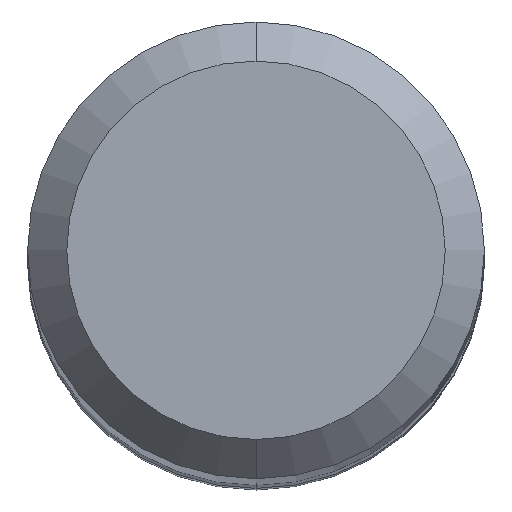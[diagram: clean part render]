
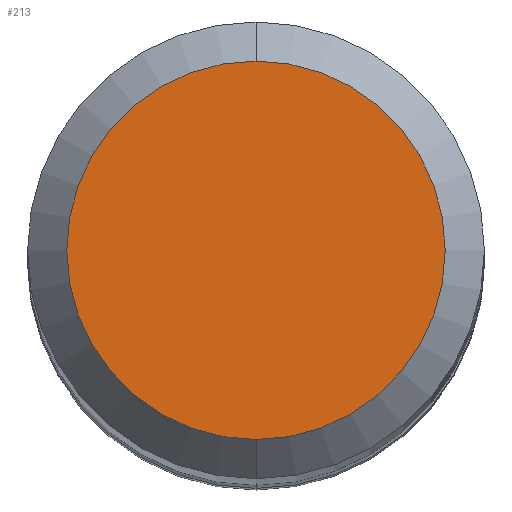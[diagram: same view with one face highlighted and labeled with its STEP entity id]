
A CAD part, top view. The second image highlights one B-rep face of the part: STEP entity #213.
In plain terms, the highlighted planar face has unit normal (0, 0, 1).
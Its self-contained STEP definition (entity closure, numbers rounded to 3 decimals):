
#213=ADVANCED_FACE('',(#455),#456,.T.);
#245=VERTEX_POINT('',#492);
#275=EDGE_CURVE('',#245,#309,#525,.T.);
#309=VERTEX_POINT('',#560);
#325=EDGE_CURVE('',#309,#245,#581,.T.);
#455=FACE_OUTER_BOUND('',#732,.T.);
#456=PLANE('',#733);
#492=CARTESIAN_POINT('',(0.,-1.45,0.0));
#525=CIRCLE('',#824,1.45);
#560=CARTESIAN_POINT('',(0.0,1.45,0.0));
#581=CIRCLE('',#897,1.45);
#732=EDGE_LOOP('',(#1049,#1050));
#733=AXIS2_PLACEMENT_3D('',#1051,#1052,#1053);
#824=AXIS2_PLACEMENT_3D('',#1140,#1141,#1142);
#897=AXIS2_PLACEMENT_3D('',#1206,#1207,#1208);
#1049=ORIENTED_EDGE('',*,*,#325,.F.);
#1050=ORIENTED_EDGE('',*,*,#275,.F.);
#1051=CARTESIAN_POINT('',(0.0,0.725,0.0));
#1052=DIRECTION('',(-0.0,0.0,1.0));
#1053=DIRECTION('',(0.0,-1.0,0.0));
#1140=CARTESIAN_POINT('',(0.0,0.0,0.0));
#1141=DIRECTION('',(0.0,0.0,-1.0));
#1142=DIRECTION('',(0.0,1.0,0.0));
#1206=CARTESIAN_POINT('',(0.0,0.0,0.0));
#1207=DIRECTION('',(0.0,0.0,-1.0));
#1208=DIRECTION('',(0.0,1.0,0.0));
